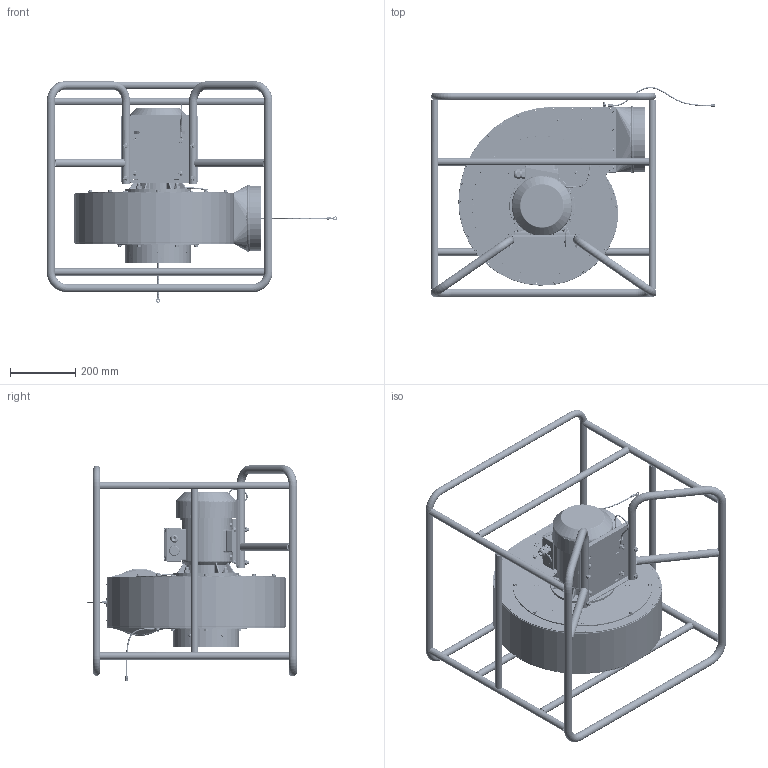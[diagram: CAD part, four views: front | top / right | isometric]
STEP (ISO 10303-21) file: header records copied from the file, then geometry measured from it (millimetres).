
FILE_DESCRIPTION(/* description */ ('3D Część','CAx-IF Rec.Pracs.---Representation and Presentation of Product Manufacturing Information (PMI)---4.0---2014-10-13'),/* implementation_level */ '2;1');
FILE_NAME(/* name */ '888W17 WPA-8-P-N_Ex.stp',/* time_stamp */ '2022-05-10T11:12:42+02:00',/* author */ ('b.kitowicz'),/* organization */ ('KLIMAWENT S.A.'),/* preprocessor_version */ 'ST-DEVELOPER v18.1',/* originating_system */ 'Autodesk Inventor 2021',/* authorisation */ '');
FILE_SCHEMA (('AP242_MANAGED_MODEL_BASED_3D_ENGINEERING_MIM_LF { 1 0 10303 442 1 1 4 }'));
Length unit declared in the file: millimetre
Products named in the file (1): 888W17 WPA-8-P-N_Ex
Bounding box: 888.23 x 641.48 x 676.52 mm (x, y, z)
Volume: 8704407.1 mm3; surface area: 3463788.2 mm2
Topology: 41 solids, 41 shells, 7163 faces, 17880 edges, 11541 vertices
Faces by surface type: plane 3521, cylinder 1631, bspline 1400, cone 314, torus 269, sphere 28
Full cylindrical faces by diameter (mm): 2 x88, 3 x32, 3.2 x77, 3.3 x1, 3.5 x64, 4 x20, 4.3 x19, 4.5 x8, 4.92 x1, 5.5 x8, 6 x42, 6.1 x2, 6.4 x3, 6.5 x95, 6.647 x1, 7 x11, 8 x30, 8.2 x2, 8.4 x12, 8.5 x14, 8.67 x14, 8.88 x14, 10 x12, 10.5 x1, 11 x4, 11.63 x8, 12 x5, 13 x1, 14.63 x4, 16 x10
Entity records: 248110 total; most frequent: CARTESIAN_POINT 75360, ORIENTED_EDGE 35830, DIRECTION 31574, EDGE_CURVE 17915, VERTEX_POINT 11618, AXIS2_PLACEMENT_3D 11260, LINE 9054, VECTOR 9054
